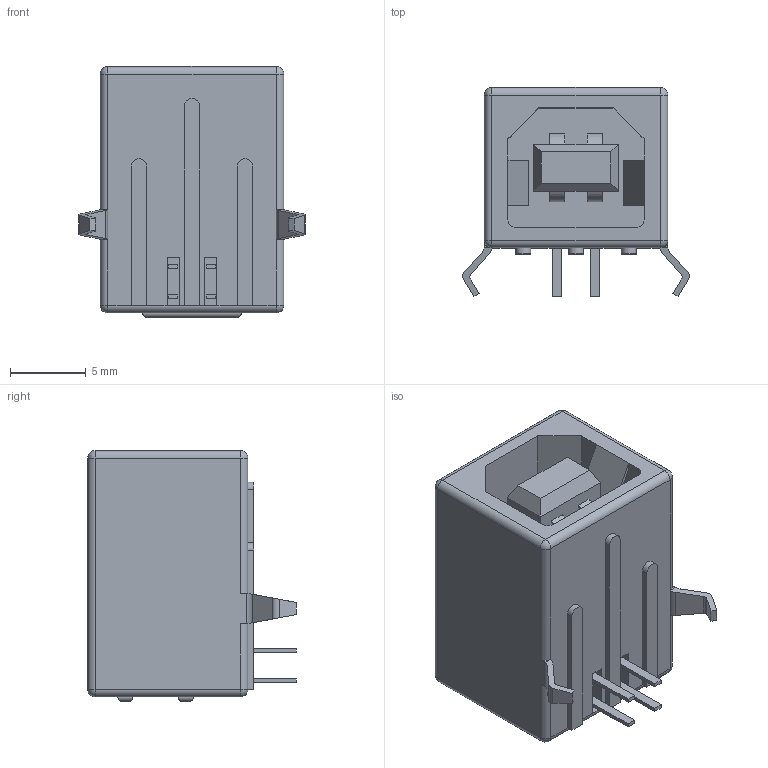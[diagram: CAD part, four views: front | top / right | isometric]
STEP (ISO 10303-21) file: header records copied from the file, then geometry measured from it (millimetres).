
FILE_DESCRIPTION((''),'2;1');
FILE_NAME('C8317-04BFHSB0R-20160418','2016-04-18T',('cq'),(''),'PRO/ENGINEER BY PARAMETRIC TECHNOLOGY CORPORATION, 2007170','PRO/ENGINEER BY PARAMETRIC TECHNOLOGY CORPORATION, 2007170','');
FILE_SCHEMA(('CONFIG_CONTROL_DESIGN'));
Length unit declared in the file: millimetre
Products named in the file (1): C8317-04BFHSB0R-20160418
Bounding box: 14.99 x 13.8 x 16.6 mm (x, y, z)
Volume: 1630.1 mm3; surface area: 1677.6 mm2
Topology: 1 solids, 1 shells, 153 faces, 379 edges, 236 vertices
Faces by surface type: plane 102, cylinder 43, sphere 8
Entity records: 4557 total; most frequent: CARTESIAN_POINT 888, ORIENTED_EDGE 758, DIRECTION 719, EDGE_CURVE 379, VECTOR 297, LINE 297, VERTEX_POINT 236, AXIS2_PLACEMENT_3D 211
